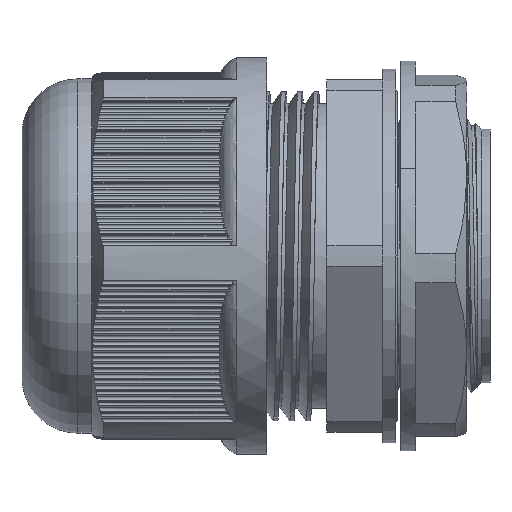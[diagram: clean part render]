
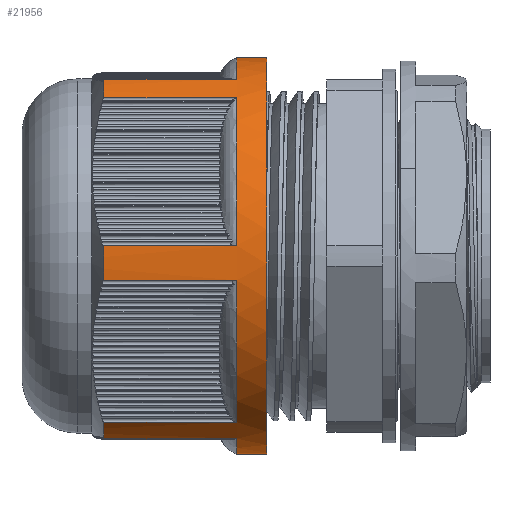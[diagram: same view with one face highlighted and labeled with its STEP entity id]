
A CAD part, left-side view. The second image highlights one B-rep face of the part: STEP entity #21956.
In plain terms, the highlighted cylindrical face has radius 23.1 mm (diameter 46.2 mm), a partial arc.
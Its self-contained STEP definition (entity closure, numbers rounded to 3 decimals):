
#81 = VERTEX_POINT ( 'NONE', #44376 ) ;
#114 = CARTESIAN_POINT ( 'NONE',  ( -8.999, 39.009, -21.275 ) ) ;
#897 = DIRECTION ( 'NONE',  ( -0.04, 0., 0.999 ) ) ;
#993 = CIRCLE ( 'NONE', #15868, 23.1 ) ;
#1104 = DIRECTION ( 'NONE',  ( -0.04, 0., 0.999 ) ) ;
#2479 = DIRECTION ( 'NONE',  ( -0.04, 0., 0.999 ) ) ;
#2482 = CARTESIAN_POINT ( 'NONE',  ( 0., 44.994, 0. ) ) ;
#4633 = ORIENTED_EDGE ( 'NONE', *, *, #32981, .T. ) ;
#4976 = CARTESIAN_POINT ( 'NONE',  ( -0.935, 26.009, 23.081 ) ) ;
#5847 = AXIS2_PLACEMENT_3D ( 'NONE', #2482, #62503, #1104 ) ;
#8545 = CARTESIAN_POINT ( 'NONE',  ( -23.067, 29.509, 1.233 ) ) ;
#8679 = DIRECTION ( 'NONE',  ( 0., -1., 0. ) ) ;
#8763 = VECTOR ( 'NONE', #39168, 1000. ) ;
#10635 = ORIENTED_EDGE ( 'NONE', *, *, #54305, .T. ) ;
#10930 = CARTESIAN_POINT ( 'NONE',  ( -22.924, 39.009, -2.844 ) ) ;
#11617 = CIRCLE ( 'NONE', #5847, 23.1 ) ;
#12000 = CARTESIAN_POINT ( 'NONE',  ( 0., 26.009, 0. ) ) ;
#12439 = DIRECTION ( 'NONE',  ( 0., -1., 0. ) ) ;
#13099 = CARTESIAN_POINT ( 'NONE',  ( 0., 29.509, 0. ) ) ;
#13205 = ORIENTED_EDGE ( 'NONE', *, *, #24139, .T. ) ;
#13302 = EDGE_LOOP ( 'NONE', ( #66662, #10635, #18283, #59560, #32512, #14157, #13205, #16643, #50522, #46135, #64400, #55885, #4633, #61166, #49216, #44088 ) ) ;
#13925 = VERTEX_POINT ( 'NONE', #32411 ) ;
#13930 = CARTESIAN_POINT ( 'NONE',  ( 0., 44.994, 0. ) ) ;
#14157 = ORIENTED_EDGE ( 'NONE', *, *, #49775, .F. ) ;
#14493 = CARTESIAN_POINT ( 'NONE',  ( -22.924, 44.994, -2.844 ) ) ;
#14656 = DIRECTION ( 'NONE',  ( 0., -1., 0. ) ) ;
#15868 = AXIS2_PLACEMENT_3D ( 'NONE', #61413, #23237, #43816 ) ;
#15952 = VECTOR ( 'NONE', #12439, 1000. ) ;
#16643 = ORIENTED_EDGE ( 'NONE', *, *, #22949, .F. ) ;
#16748 = AXIS2_PLACEMENT_3D ( 'NONE', #58850, #53109, #31509 ) ;
#17583 = EDGE_CURVE ( 'NONE', #48488, #54997, #65618, .T. ) ;
#18283 = ORIENTED_EDGE ( 'NONE', *, *, #17583, .F. ) ;
#18474 = DIRECTION ( 'NONE',  ( 0., -1., 0. ) ) ;
#20749 = CARTESIAN_POINT ( 'NONE',  ( -22.924, 29.509, -2.844 ) ) ;
#21256 = AXIS2_PLACEMENT_3D ( 'NONE', #63902, #14656, #2479 ) ;
#21287 = VERTEX_POINT ( 'NONE', #61015 ) ;
#21956 = ADVANCED_FACE ( 'NONE', ( #44581 ), #67153, .T. ) ;
#22519 = CARTESIAN_POINT ( 'NONE',  ( 0.935, 29.509, -23.081 ) ) ;
#22949 = EDGE_CURVE ( 'NONE', #64423, #57877, #27964, .T. ) ;
#23164 = EDGE_CURVE ( 'NONE', #60803, #49688, #70530, .T. ) ;
#23224 = VECTOR ( 'NONE', #29349, 1000. ) ;
#23237 = DIRECTION ( 'NONE',  ( 0., -1., 0. ) ) ;
#24139 = EDGE_CURVE ( 'NONE', #67937, #57877, #46640, .T. ) ;
#24528 = DIRECTION ( 'NONE',  ( -0.04, 0., 0.999 ) ) ;
#25234 = CARTESIAN_POINT ( 'NONE',  ( -10.465, 26.009, 20.593 ) ) ;
#26028 = CARTESIAN_POINT ( 'NONE',  ( -12.602, 44.994, -19.36 ) ) ;
#26056 = CARTESIAN_POINT ( 'NONE',  ( 0., 29.509, 0. ) ) ;
#26714 = CARTESIAN_POINT ( 'NONE',  ( 0., 29.509, 0. ) ) ;
#26770 = DIRECTION ( 'NONE',  ( -0.04, 0., 0.999 ) ) ;
#27342 = CIRCLE ( 'NONE', #58407, 23.1 ) ;
#27964 = LINE ( 'NONE', #33755, #8763 ) ;
#28486 = DIRECTION ( 'NONE',  ( 0., -1., 0. ) ) ;
#29349 = DIRECTION ( 'NONE',  ( 0., -1., 0. ) ) ;
#29752 = DIRECTION ( 'NONE',  ( 0., -1., 0. ) ) ;
#30330 = LINE ( 'NONE', #25234, #54983 ) ;
#30572 = CARTESIAN_POINT ( 'NONE',  ( -12.602, 29.509, -19.36 ) ) ;
#30732 = VECTOR ( 'NONE', #35080, 1000. ) ;
#31509 = DIRECTION ( 'NONE',  ( -0.04, 0., 0.999 ) ) ;
#32102 = EDGE_CURVE ( 'NONE', #81, #40439, #41572, .T. ) ;
#32411 = CARTESIAN_POINT ( 'NONE',  ( -10.465, 29.509, 20.593 ) ) ;
#32502 = AXIS2_PLACEMENT_3D ( 'NONE', #26714, #18474, #66966 ) ;
#32512 = ORIENTED_EDGE ( 'NONE', *, *, #68863, .T. ) ;
#32910 = VECTOR ( 'NONE', #65178, 1000. ) ;
#32981 = EDGE_CURVE ( 'NONE', #60803, #69152, #58849, .T. ) ;
#33755 = CARTESIAN_POINT ( 'NONE',  ( -13.925, 39.009, 18.431 ) ) ;
#34296 = VERTEX_POINT ( 'NONE', #47189 ) ;
#35080 = DIRECTION ( 'NONE',  ( 0., -1., 0. ) ) ;
#36089 = DIRECTION ( 'NONE',  ( 0., -1., 0. ) ) ;
#36201 = CARTESIAN_POINT ( 'NONE',  ( -23.067, 26.009, 1.233 ) ) ;
#37032 = AXIS2_PLACEMENT_3D ( 'NONE', #26056, #42649, #26770 ) ;
#39168 = DIRECTION ( 'NONE',  ( 0., 1., 0. ) ) ;
#39628 = EDGE_CURVE ( 'NONE', #59994, #58315, #993, .T. ) ;
#39759 = CARTESIAN_POINT ( 'NONE',  ( -0.935, 26.009, 23.081 ) ) ;
#40439 = VERTEX_POINT ( 'NONE', #8545 ) ;
#41572 = LINE ( 'NONE', #36201, #23224 ) ;
#42649 = DIRECTION ( 'NONE',  ( 0., -1., 0. ) ) ;
#43247 = AXIS2_PLACEMENT_3D ( 'NONE', #13099, #36089, #24528 ) ;
#43816 = DIRECTION ( 'NONE',  ( -0.04, 0., 0.999 ) ) ;
#44088 = ORIENTED_EDGE ( 'NONE', *, *, #55737, .F. ) ;
#44376 = CARTESIAN_POINT ( 'NONE',  ( -23.067, 44.994, 1.233 ) ) ;
#44581 = FACE_OUTER_BOUND ( 'NONE', #13302, .T. ) ;
#44820 = VERTEX_POINT ( 'NONE', #26028 ) ;
#46135 = ORIENTED_EDGE ( 'NONE', *, *, #32102, .F. ) ;
#46640 = CIRCLE ( 'NONE', #16748, 23.1 ) ;
#46797 = LINE ( 'NONE', #56291, #47658 ) ;
#46893 = DIRECTION ( 'NONE',  ( 0., -1., 0. ) ) ;
#47189 = CARTESIAN_POINT ( 'NONE',  ( -0.935, 29.509, 23.081 ) ) ;
#47658 = VECTOR ( 'NONE', #8679, 1000. ) ;
#47882 = CIRCLE ( 'NONE', #43247, 23.1 ) ;
#48488 = VERTEX_POINT ( 'NONE', #4976 ) ;
#48959 = LINE ( 'NONE', #114, #50297 ) ;
#49216 = ORIENTED_EDGE ( 'NONE', *, *, #57882, .T. ) ;
#49688 = VERTEX_POINT ( 'NONE', #14493 ) ;
#49775 = EDGE_CURVE ( 'NONE', #67937, #13925, #30330, .T. ) ;
#50297 = VECTOR ( 'NONE', #69486, 1000. ) ;
#50326 = CARTESIAN_POINT ( 'NONE',  ( -13.925, 44.994, 18.431 ) ) ;
#50426 = EDGE_CURVE ( 'NONE', #34296, #48488, #61691, .T. ) ;
#50522 = ORIENTED_EDGE ( 'NONE', *, *, #63588, .T. ) ;
#50573 = CARTESIAN_POINT ( 'NONE',  ( 0.935, 26.009, -23.081 ) ) ;
#53109 = DIRECTION ( 'NONE',  ( 0., -1., 0. ) ) ;
#54305 = EDGE_CURVE ( 'NONE', #58315, #54997, #63107, .T. ) ;
#54983 = VECTOR ( 'NONE', #46893, 1000. ) ;
#54997 = VERTEX_POINT ( 'NONE', #70696 ) ;
#55737 = EDGE_CURVE ( 'NONE', #59994, #21287, #48959, .T. ) ;
#55885 = ORIENTED_EDGE ( 'NONE', *, *, #23164, .F. ) ;
#56188 = EDGE_CURVE ( 'NONE', #81, #49688, #27342, .T. ) ;
#56291 = CARTESIAN_POINT ( 'NONE',  ( -12.602, 26.009, -19.36 ) ) ;
#57648 = AXIS2_PLACEMENT_3D ( 'NONE', #12000, #28486, #897 ) ;
#57877 = VERTEX_POINT ( 'NONE', #50326 ) ;
#57882 = EDGE_CURVE ( 'NONE', #44820, #21287, #11617, .T. ) ;
#58315 = VERTEX_POINT ( 'NONE', #22519 ) ;
#58407 = AXIS2_PLACEMENT_3D ( 'NONE', #13930, #29752, #68565 ) ;
#58849 = CIRCLE ( 'NONE', #37032, 23.1 ) ;
#58850 = CARTESIAN_POINT ( 'NONE',  ( 0., 44.994, 0. ) ) ;
#59098 = CARTESIAN_POINT ( 'NONE',  ( -10.465, 44.994, 20.593 ) ) ;
#59560 = ORIENTED_EDGE ( 'NONE', *, *, #50426, .F. ) ;
#59722 = CARTESIAN_POINT ( 'NONE',  ( -8.999, 29.509, -21.275 ) ) ;
#59994 = VERTEX_POINT ( 'NONE', #59722 ) ;
#60714 = CARTESIAN_POINT ( 'NONE',  ( -13.925, 29.509, 18.431 ) ) ;
#60803 = VERTEX_POINT ( 'NONE', #20749 ) ;
#61015 = CARTESIAN_POINT ( 'NONE',  ( -8.999, 44.994, -21.275 ) ) ;
#61166 = ORIENTED_EDGE ( 'NONE', *, *, #70689, .F. ) ;
#61413 = CARTESIAN_POINT ( 'NONE',  ( 0., 29.509, 0. ) ) ;
#61691 = LINE ( 'NONE', #39759, #15952 ) ;
#62503 = DIRECTION ( 'NONE',  ( 0., -1., 0. ) ) ;
#63107 = LINE ( 'NONE', #50573, #30732 ) ;
#63455 = CIRCLE ( 'NONE', #32502, 23.1 ) ;
#63588 = EDGE_CURVE ( 'NONE', #64423, #40439, #47882, .T. ) ;
#63902 = CARTESIAN_POINT ( 'NONE',  ( 0., 26.009, 0. ) ) ;
#64400 = ORIENTED_EDGE ( 'NONE', *, *, #56188, .T. ) ;
#64423 = VERTEX_POINT ( 'NONE', #60714 ) ;
#65178 = DIRECTION ( 'NONE',  ( 0., 1., 0. ) ) ;
#65618 = CIRCLE ( 'NONE', #57648, 23.1 ) ;
#66662 = ORIENTED_EDGE ( 'NONE', *, *, #39628, .T. ) ;
#66966 = DIRECTION ( 'NONE',  ( -0.04, 0., 0.999 ) ) ;
#67153 = CYLINDRICAL_SURFACE ( 'NONE', #21256, 23.1 ) ;
#67937 = VERTEX_POINT ( 'NONE', #59098 ) ;
#68565 = DIRECTION ( 'NONE',  ( -0.04, 0., 0.999 ) ) ;
#68863 = EDGE_CURVE ( 'NONE', #34296, #13925, #63455, .T. ) ;
#69152 = VERTEX_POINT ( 'NONE', #30572 ) ;
#69486 = DIRECTION ( 'NONE',  ( 0., 1., 0. ) ) ;
#70530 = LINE ( 'NONE', #10930, #32910 ) ;
#70689 = EDGE_CURVE ( 'NONE', #44820, #69152, #46797, .T. ) ;
#70696 = CARTESIAN_POINT ( 'NONE',  ( 0.935, 26.009, -23.081 ) ) ;
